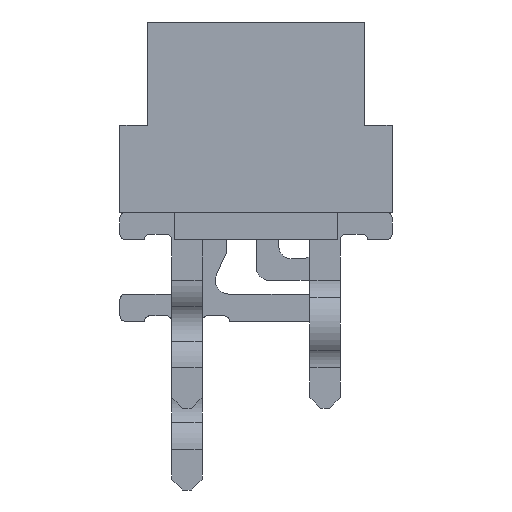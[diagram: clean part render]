
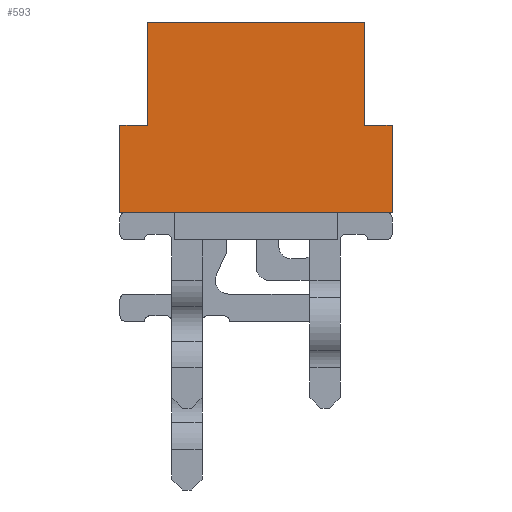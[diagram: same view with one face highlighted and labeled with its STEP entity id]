
A CAD part, left-side view. The second image highlights one B-rep face of the part: STEP entity #593.
In plain terms, the highlighted planar face has unit normal (-1, 0, 0).
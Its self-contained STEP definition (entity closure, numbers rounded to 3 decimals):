
#593 = ADVANCED_FACE( '', ( #1576 ), #1577, .F. );
#1576 = FACE_OUTER_BOUND( '', #3002, .T. );
#1577 = PLANE( '', #3003 );
#3002 = EDGE_LOOP( '', ( #4793, #4794, #4795, #4796, #4797, #4798, #4799, #4800 ) );
#3003 = AXIS2_PLACEMENT_3D( '', #4801, #4802, #4803 );
#4793 = ORIENTED_EDGE( '', *, *, #9162, .T. );
#4794 = ORIENTED_EDGE( '', *, *, #9163, .F. );
#4795 = ORIENTED_EDGE( '', *, *, #9164, .F. );
#4796 = ORIENTED_EDGE( '', *, *, #9036, .F. );
#4797 = ORIENTED_EDGE( '', *, *, #9165, .T. );
#4798 = ORIENTED_EDGE( '', *, *, #9166, .T. );
#4799 = ORIENTED_EDGE( '', *, *, #9167, .F. );
#4800 = ORIENTED_EDGE( '', *, *, #9168, .T. );
#4801 = CARTESIAN_POINT( '', ( -11.19, 2.5, 1.6 ) );
#4802 = DIRECTION( '', ( 1., 0., 0. ) );
#4803 = DIRECTION( '', ( 0., 0., -1. ) );
#9036 = EDGE_CURVE( '', #11042, #11044, #11045, .T. );
#9162 = EDGE_CURVE( '', #11258, #11259, #11260, .T. );
#9163 = EDGE_CURVE( '', #11261, #11259, #11262, .T. );
#9164 = EDGE_CURVE( '', #11044, #11261, #11263, .T. );
#9165 = EDGE_CURVE( '', #11042, #11264, #11265, .T. );
#9166 = EDGE_CURVE( '', #11264, #11266, #11267, .T. );
#9167 = EDGE_CURVE( '', #11268, #11266, #11269, .T. );
#9168 = EDGE_CURVE( '', #11268, #11258, #11270, .T. );
#11042 = VERTEX_POINT( '', #14270 );
#11044 = VERTEX_POINT( '', #14273 );
#11045 = LINE( '', #14274, #14275 );
#11258 = VERTEX_POINT( '', #14589 );
#11259 = VERTEX_POINT( '', #14590 );
#11260 = LINE( '', #14591, #14592 );
#11261 = VERTEX_POINT( '', #14593 );
#11262 = LINE( '', #14594, #14595 );
#11263 = LINE( '', #14596, #14597 );
#11264 = VERTEX_POINT( '', #14598 );
#11265 = LINE( '', #14599, #14600 );
#11266 = VERTEX_POINT( '', #14601 );
#11267 = LINE( '', #14602, #14603 );
#11268 = VERTEX_POINT( '', #14604 );
#11269 = LINE( '', #14605, #14606 );
#11270 = LINE( '', #14607, #14608 );
#14270 = CARTESIAN_POINT( '', ( -11.19, -2., 3.5 ) );
#14273 = CARTESIAN_POINT( '', ( -11.19, -2., 1.6 ) );
#14274 = CARTESIAN_POINT( '', ( -11.19, -2., 3.5 ) );
#14275 = VECTOR( '', #18074, 1000. );
#14589 = CARTESIAN_POINT( '', ( -11.19, 2.5, 0. ) );
#14590 = CARTESIAN_POINT( '', ( -11.19, -2.5, 0. ) );
#14591 = CARTESIAN_POINT( '', ( -11.19, 2.5, 0. ) );
#14592 = VECTOR( '', #18176, 1000. );
#14593 = CARTESIAN_POINT( '', ( -11.19, -2.5, 1.6 ) );
#14594 = CARTESIAN_POINT( '', ( -11.19, -2.5, 1.6 ) );
#14595 = VECTOR( '', #18177, 1000. );
#14596 = CARTESIAN_POINT( '', ( -11.19, 2.5, 1.6 ) );
#14597 = VECTOR( '', #18178, 1000. );
#14598 = CARTESIAN_POINT( '', ( -11.19, 2., 3.5 ) );
#14599 = CARTESIAN_POINT( '', ( -11.19, -2., 3.5 ) );
#14600 = VECTOR( '', #18179, 1000. );
#14601 = CARTESIAN_POINT( '', ( -11.19, 2., 1.6 ) );
#14602 = CARTESIAN_POINT( '', ( -11.19, 2., 3.5 ) );
#14603 = VECTOR( '', #18180, 1000. );
#14604 = CARTESIAN_POINT( '', ( -11.19, 2.5, 1.6 ) );
#14605 = CARTESIAN_POINT( '', ( -11.19, 2.5, 1.6 ) );
#14606 = VECTOR( '', #18181, 1000. );
#14607 = CARTESIAN_POINT( '', ( -11.19, 2.5, 1.6 ) );
#14608 = VECTOR( '', #18182, 1000. );
#18074 = DIRECTION( '', ( 0., 0., -1. ) );
#18176 = DIRECTION( '', ( 0., -1., 0. ) );
#18177 = DIRECTION( '', ( 0., 0., -1. ) );
#18178 = DIRECTION( '', ( 0., -1., 0. ) );
#18179 = DIRECTION( '', ( 0., 1., 0. ) );
#18180 = DIRECTION( '', ( 0., 0., -1. ) );
#18181 = DIRECTION( '', ( 0., -1., 0. ) );
#18182 = DIRECTION( '', ( 0., 0., -1. ) );
